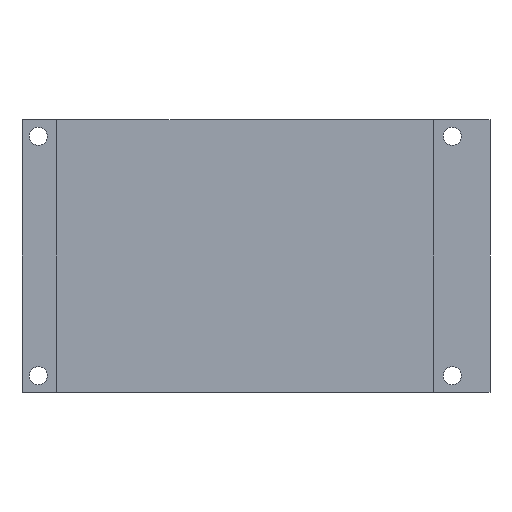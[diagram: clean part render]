
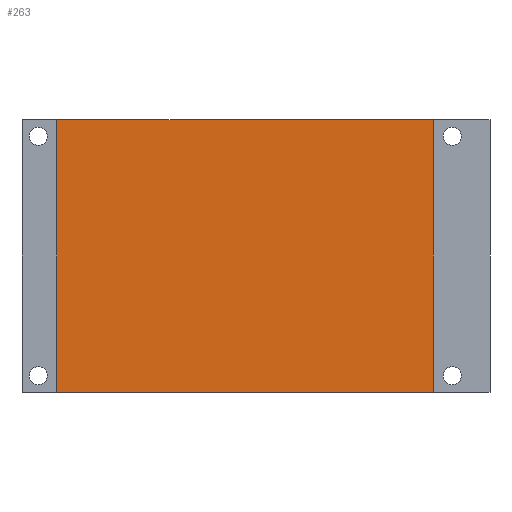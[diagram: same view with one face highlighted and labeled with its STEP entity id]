
A CAD part, front view. The second image highlights one B-rep face of the part: STEP entity #263.
In plain terms, the highlighted planar face has unit normal (0, -1, 0).
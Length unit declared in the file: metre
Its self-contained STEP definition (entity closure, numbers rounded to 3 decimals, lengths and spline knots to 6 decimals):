
#30=LINE('',#412,#54);
#36=LINE('',#423,#60);
#38=LINE('',#436,#62);
#39=LINE('',#438,#63);
#54=VECTOR('',#335,1.);
#60=VECTOR('',#345,1.);
#62=VECTOR('',#359,1.);
#63=VECTOR('',#362,1.);
#116=ORIENTED_EDGE('',*,*,#158,.F.);
#117=ORIENTED_EDGE('',*,*,#146,.T.);
#118=ORIENTED_EDGE('',*,*,#159,.F.);
#119=ORIENTED_EDGE('',*,*,#152,.F.);
#146=EDGE_CURVE('',#176,#175,#30,.T.);
#152=EDGE_CURVE('',#178,#179,#36,.T.);
#158=EDGE_CURVE('',#176,#178,#38,.T.);
#159=EDGE_CURVE('',#179,#175,#39,.T.);
#175=VERTEX_POINT('',#411);
#176=VERTEX_POINT('',#413);
#178=VERTEX_POINT('',#422);
#179=VERTEX_POINT('',#424);
#209=EDGE_LOOP('',(#116,#117,#118,#119));
#235=FACE_BOUND('',#209,.T.);
#253=PLANE('',#298);
#263=ADVANCED_FACE('',(#235),#253,.T.);
#298=AXIS2_PLACEMENT_3D('',#439,#363,#364);
#335=DIRECTION('',(1.,0.,0.));
#345=DIRECTION('',(1.,0.,0.));
#359=DIRECTION('',(0.,0.,1.));
#362=DIRECTION('',(0.,0.,-1.));
#363=DIRECTION('',(0.,-1.,0.));
#364=DIRECTION('',(1.,0.,0.));
#411=CARTESIAN_POINT('',(0.0756,-0.013,0.));
#412=CARTESIAN_POINT('',(0.043,-0.013,0.));
#413=CARTESIAN_POINT('',(0.0064,-0.013,0.));
#422=CARTESIAN_POINT('',(0.0064,-0.013,0.05));
#423=CARTESIAN_POINT('',(0.043,-0.013,0.05));
#424=CARTESIAN_POINT('',(0.0756,-0.013,0.05));
#436=CARTESIAN_POINT('',(0.0064,-0.013,0.025));
#438=CARTESIAN_POINT('',(0.0756,-0.013,0.025));
#439=CARTESIAN_POINT('',(0.043,-0.013,0.025));
